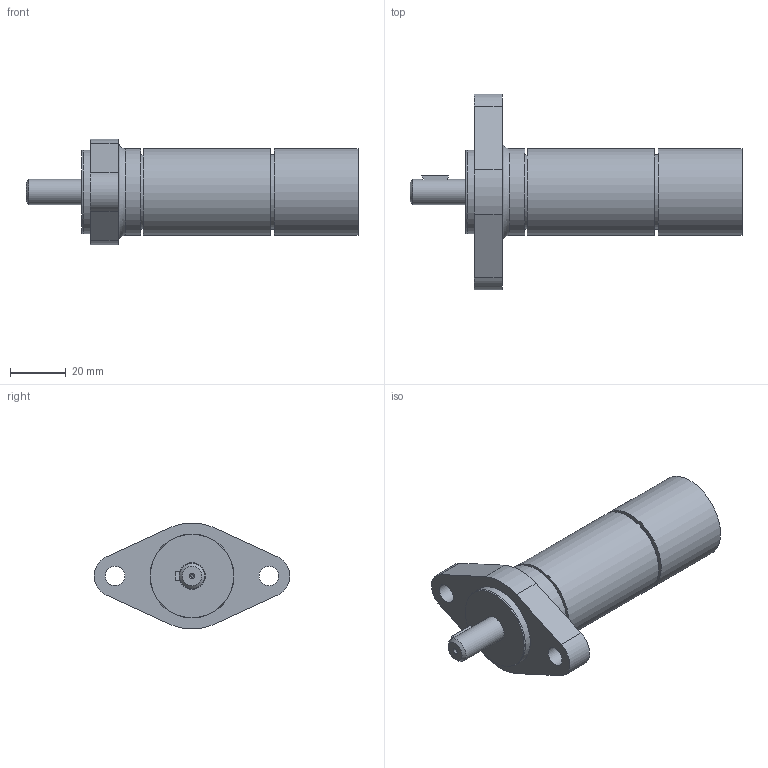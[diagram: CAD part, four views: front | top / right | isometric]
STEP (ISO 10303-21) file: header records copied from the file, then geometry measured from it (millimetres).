
FILE_DESCRIPTION((''),'2;1');
FILE_NAME('MUD 9-2300_29906445.stp','2009-06-04T13:56:46',('rmorof'),(''),'Autodesk Inventor 2008','Autodesk Inventor 2008','');
FILE_SCHEMA(('CONFIG_CONTROL_DESIGN'));
Length unit declared in the file: millimetre
Products named in the file (1): MUD 9-2300_29906445
Bounding box: 118.7 x 70 x 37.86 mm (x, y, z)
Volume: 82631.8 mm3; surface area: 16425.6 mm2
Topology: 1 solids, 1 shells, 51 faces, 118 edges, 79 vertices
Faces by surface type: plane 23, cylinder 14, bspline 11, cone 3
Full cylindrical faces by diameter (mm): 9 x1, 26.8 x2, 28 x1, 30 x1, 31 x3
Entity records: 1518 total; most frequent: CARTESIAN_POINT 428, DIRECTION 212, ORIENTED_EDGE 160, AXIS2_PLACEMENT_3D 93, EDGE_LOOP 90, EDGE_CURVE 80, VERTEX_POINT 64, CIRCLE 52
